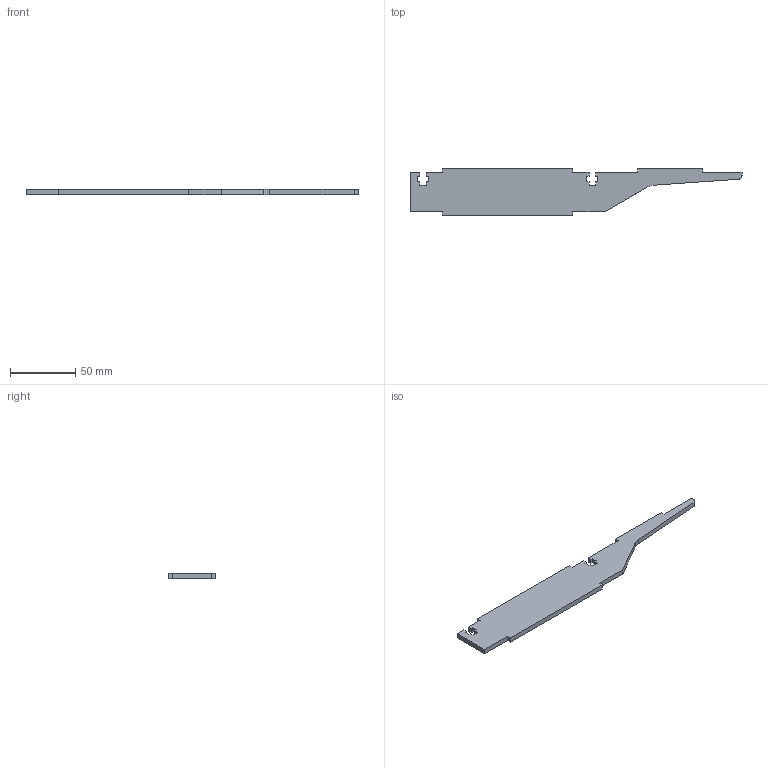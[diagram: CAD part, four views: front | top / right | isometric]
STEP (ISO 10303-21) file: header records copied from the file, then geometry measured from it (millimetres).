
FILE_DESCRIPTION (( 'STEP AP203' ), '1' );
FILE_NAME ('017_Base_MID_Holder_LR_SR_v01.STEP', '2022-01-03T16:57:34', ( '' ), ( '' ), 'SwSTEP 2.0', 'SolidWorks 2018', '' );
FILE_SCHEMA (( 'CONFIG_CONTROL_DESIGN' ));
Length unit declared in the file: millimetre
Products named in the file (1): 017_Base_MID_Holder_LR_SR_v01
Bounding box: 255 x 36 x 4 mm (x, y, z)
Volume: 25374.7 mm3; surface area: 15168 mm2
Topology: 1 solids, 1 shells, 46 faces, 132 edges, 88 vertices
Faces by surface type: plane 44, cylinder 2
Entity records: 1557 total; most frequent: CARTESIAN_POINT 267, ORIENTED_EDGE 264, DIRECTION 230, EDGE_CURVE 132, LINE 128, VECTOR 128, VERTEX_POINT 88, AXIS2_PLACEMENT_3D 51
